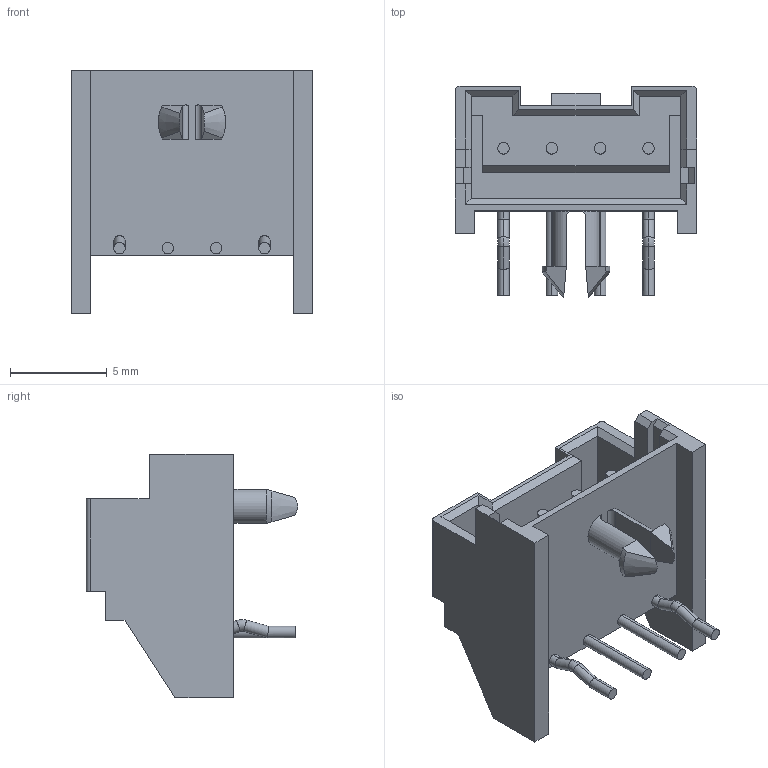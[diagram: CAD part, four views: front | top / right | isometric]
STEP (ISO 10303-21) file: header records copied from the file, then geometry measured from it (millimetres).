
FILE_DESCRIPTION((''),'2;1');
FILE_NAME('C-1744426-4','2017-09-25T',('workeradm'),('Tyco Electronics Ltd.'),'CREO PARAMETRIC BY PTC INC, 2016050','CREO PARAMETRIC BY PTC INC, 2016050','');
FILE_SCHEMA(('AUTOMOTIVE_DESIGN { 1 0 10303 214 1 1 1 1 }'));
Length unit declared in the file: millimetre
Products named in the file (1): C-1744426-4
Bounding box: 12.5 x 10.93 x 12.6 mm (x, y, z)
Volume: 350.5 mm3; surface area: 917.1 mm2
Topology: 1 solids, 1 shells, 152 faces, 377 edges, 238 vertices
Faces by surface type: plane 94, cylinder 44, torus 12, cone 2
Entity records: 4703 total; most frequent: CARTESIAN_POINT 1023, ORIENTED_EDGE 754, DIRECTION 739, EDGE_CURVE 377, VECTOR 259, LINE 259, AXIS2_PLACEMENT_3D 240, VERTEX_POINT 238
